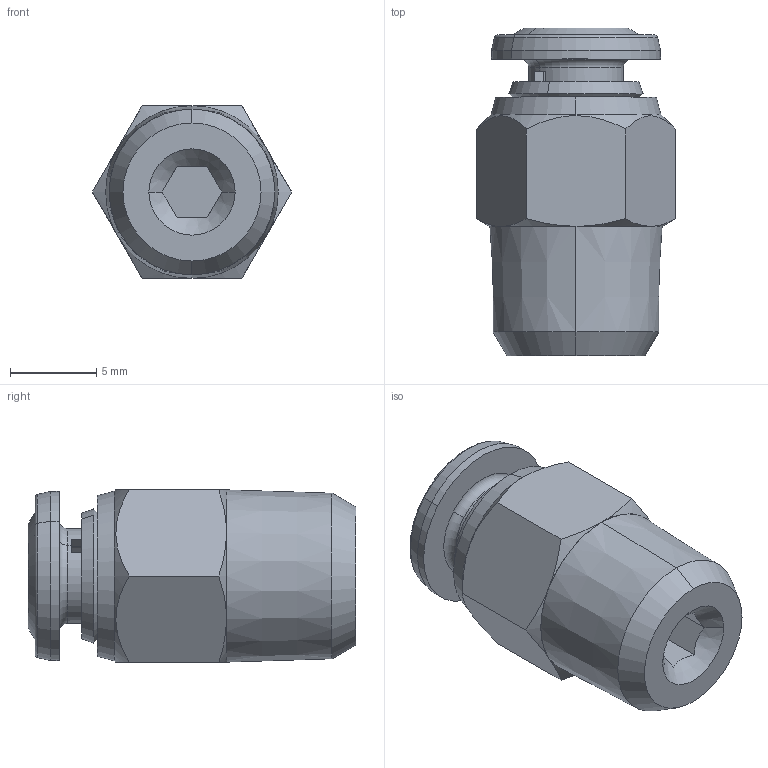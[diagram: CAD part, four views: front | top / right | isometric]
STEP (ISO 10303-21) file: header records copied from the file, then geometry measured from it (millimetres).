
FILE_DESCRIPTION (( 'STEP AP214' ), '1' );
FILE_NAME ('6000000001.step', '2012-10-16T16:30:10', ( '' ), ( '' ), 'SwSTEP 2.0', 'SolidWorks 2012', '' );
FILE_SCHEMA (( 'AUTOMOTIVE_DESIGN' ));
Length unit declared in the file: millimetre
Products named in the file (1): 6000000001
Bounding box: 11.55 x 19 x 10 mm (x, y, z)
Volume: 1264.9 mm3; surface area: 911.9 mm2
Topology: 1 solids, 1 shells, 69 faces, 160 edges, 98 vertices
Faces by surface type: cone 28, plane 27, cylinder 8, torus 6
Entity records: 2879 total; most frequent: CARTESIAN_POINT 502, DIRECTION 344, ORIENTED_EDGE 320, EDGE_CURVE 160, AXIS2_PLACEMENT_3D 140, VERTEX_POINT 98, EDGE_LOOP 78, UNCERTAINTY_MEASURE_WITH_UNIT 72
